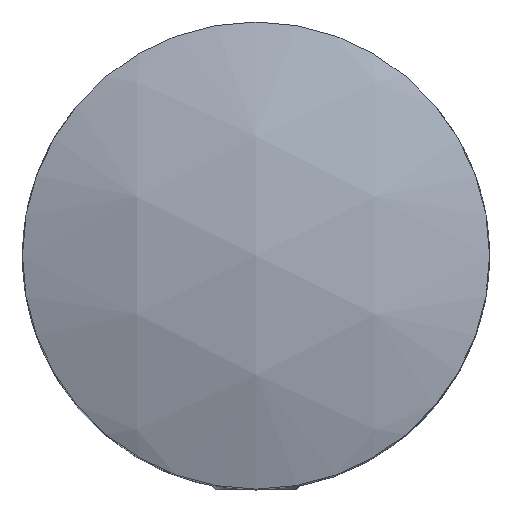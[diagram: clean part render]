
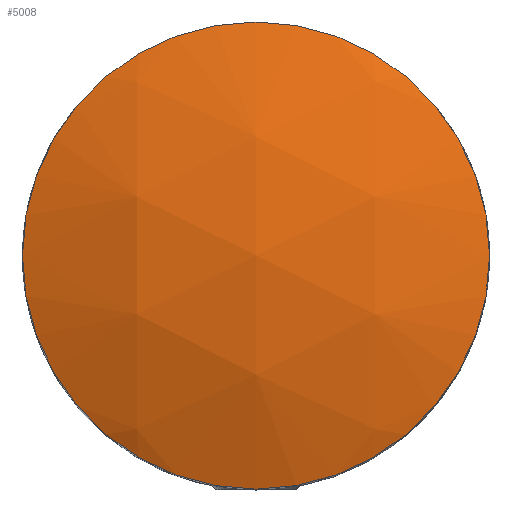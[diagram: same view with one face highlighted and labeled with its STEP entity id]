
A CAD part, top view. The second image highlights one B-rep face of the part: STEP entity #5008.
In plain terms, the highlighted spherical face has radius 28 mm.
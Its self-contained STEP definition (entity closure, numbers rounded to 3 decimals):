
#18 = DIRECTION ( 'NONE',  ( -1., 0., 0. ) ) ;
#495 = ORIENTED_EDGE ( 'NONE', *, *, #3239, .T. ) ;
#2080 = SPHERICAL_SURFACE ( 'NONE', #6213, 28. ) ;
#3190 = CIRCLE ( 'NONE', #8854, 11. ) ;
#3239 = EDGE_CURVE ( 'NONE', #19578, #19578, #3190, .T. ) ;
#5008 = ADVANCED_FACE ( 'NONE', ( #22489 ), #2080, .T. ) ;
#6213 = AXIS2_PLACEMENT_3D ( 'NONE', #10407, #18, #17467 ) ;
#7508 = CARTESIAN_POINT ( 'NONE',  ( 0., 0., 23.749 ) ) ;
#7558 = EDGE_LOOP ( 'NONE', ( #495 ) ) ;
#8854 = AXIS2_PLACEMENT_3D ( 'NONE', #7508, #17974, #17911 ) ;
#10407 = CARTESIAN_POINT ( 'NONE',  ( 0., 0., -2. ) ) ;
#11845 = CARTESIAN_POINT ( 'NONE',  ( 11., 0., 23.749 ) ) ;
#17467 = DIRECTION ( 'NONE',  ( 0., 1., 0. ) ) ;
#17911 = DIRECTION ( 'NONE',  ( 1., 0., 0. ) ) ;
#17974 = DIRECTION ( 'NONE',  ( 0., 0., 1. ) ) ;
#19578 = VERTEX_POINT ( 'NONE', #11845 ) ;
#22489 = FACE_OUTER_BOUND ( 'NONE', #7558, .T. ) ;
